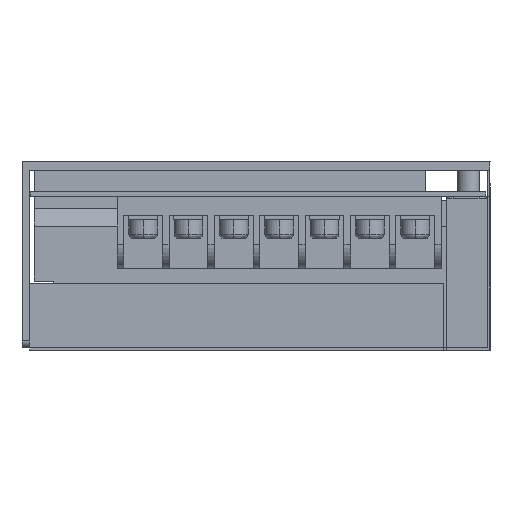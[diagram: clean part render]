
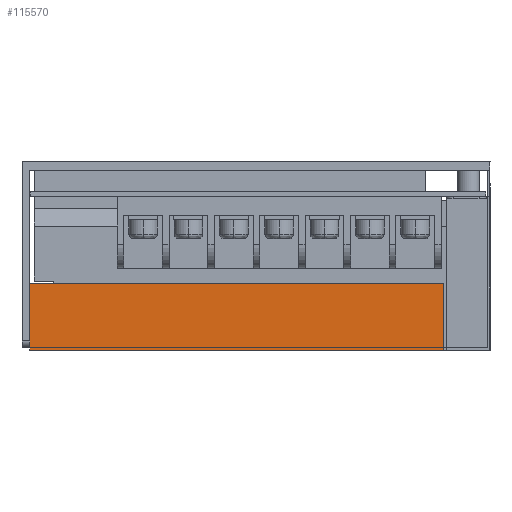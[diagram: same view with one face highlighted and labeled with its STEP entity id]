
A CAD part, left-side view. The second image highlights one B-rep face of the part: STEP entity #115570.
In plain terms, the highlighted planar face has unit normal (-1, 0, 0).
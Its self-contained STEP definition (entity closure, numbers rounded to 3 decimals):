
#2698 = VECTOR ( 'NONE', #86275, 1000. ) ;
#4535 = CARTESIAN_POINT ( 'NONE',  ( -103.534, 60.967, 0.501 ) ) ;
#5782 = FACE_OUTER_BOUND ( 'NONE', #74686, .T. ) ;
#10338 = ORIENTED_EDGE ( 'NONE', *, *, #12285, .T. ) ;
#12285 = EDGE_CURVE ( 'NONE', #114438, #50015, #55569, .T. ) ;
#16218 = DIRECTION ( 'NONE',  ( 0., 1., 0. ) ) ;
#19581 = VERTEX_POINT ( 'NONE', #47101 ) ;
#34657 = VECTOR ( 'NONE', #99324, 1000. ) ;
#35836 = PLANE ( 'NONE',  #110981 ) ;
#37843 = CARTESIAN_POINT ( 'NONE',  ( -103.534, 60.967, 0. ) ) ;
#46317 = ORIENTED_EDGE ( 'NONE', *, *, #46900, .F. ) ;
#46900 = EDGE_CURVE ( 'NONE', #80391, #50015, #58504, .T. ) ;
#47101 = CARTESIAN_POINT ( 'NONE',  ( -103.534, 60.967, 14. ) ) ;
#48872 = EDGE_CURVE ( 'NONE', #19581, #54626, #71076, .T. ) ;
#50015 = VERTEX_POINT ( 'NONE', #119496 ) ;
#54626 = VERTEX_POINT ( 'NONE', #4535 ) ;
#55027 = VECTOR ( 'NONE', #110960, 1000. ) ;
#55569 = LINE ( 'NONE', #83728, #2698 ) ;
#58504 = LINE ( 'NONE', #89240, #127806 ) ;
#60607 = CARTESIAN_POINT ( 'NONE',  ( -103.534, 60.967, 0.501 ) ) ;
#65918 = CARTESIAN_POINT ( 'NONE',  ( -103.534, 0., 0. ) ) ;
#71076 = LINE ( 'NONE', #60607, #55027 ) ;
#74686 = EDGE_LOOP ( 'NONE', ( #46317, #82011, #82441, #100536, #10338 ) ) ;
#78417 = LINE ( 'NONE', #37843, #34657 ) ;
#80391 = VERTEX_POINT ( 'NONE', #128292 ) ;
#82011 = ORIENTED_EDGE ( 'NONE', *, *, #107945, .F. ) ;
#82441 = ORIENTED_EDGE ( 'NONE', *, *, #48872, .T. ) ;
#83728 = CARTESIAN_POINT ( 'NONE',  ( -103.534, 0., 0. ) ) ;
#86275 = DIRECTION ( 'NONE',  ( 0., -1., 0. ) ) ;
#88991 = DIRECTION ( 'NONE',  ( 0., -1., 0. ) ) ;
#89240 = CARTESIAN_POINT ( 'NONE',  ( -103.534, -25.733, 0. ) ) ;
#90914 = LINE ( 'NONE', #109908, #108466 ) ;
#98390 = DIRECTION ( 'NONE',  ( 0., 0., -1. ) ) ;
#99324 = DIRECTION ( 'NONE',  ( 0., 0., 1. ) ) ;
#100536 = ORIENTED_EDGE ( 'NONE', *, *, #123183, .F. ) ;
#105813 = DIRECTION ( 'NONE',  ( 1., 0., 0. ) ) ;
#107945 = EDGE_CURVE ( 'NONE', #19581, #80391, #90914, .T. ) ;
#108466 = VECTOR ( 'NONE', #88991, 1000. ) ;
#109908 = CARTESIAN_POINT ( 'NONE',  ( -103.534, 0., 14. ) ) ;
#110960 = DIRECTION ( 'NONE',  ( 0., 0., -1. ) ) ;
#110981 = AXIS2_PLACEMENT_3D ( 'NONE', #65918, #105813, #16218 ) ;
#114438 = VERTEX_POINT ( 'NONE', #119493 ) ;
#115570 = ADVANCED_FACE ( 'NONE', ( #5782 ), #35836, .F. ) ;
#119493 = CARTESIAN_POINT ( 'NONE',  ( -103.534, 60.967, 0. ) ) ;
#119496 = CARTESIAN_POINT ( 'NONE',  ( -103.534, -25.733, 0. ) ) ;
#123183 = EDGE_CURVE ( 'NONE', #114438, #54626, #78417, .T. ) ;
#127806 = VECTOR ( 'NONE', #98390, 1000. ) ;
#128292 = CARTESIAN_POINT ( 'NONE',  ( -103.534, -25.733, 14. ) ) ;
